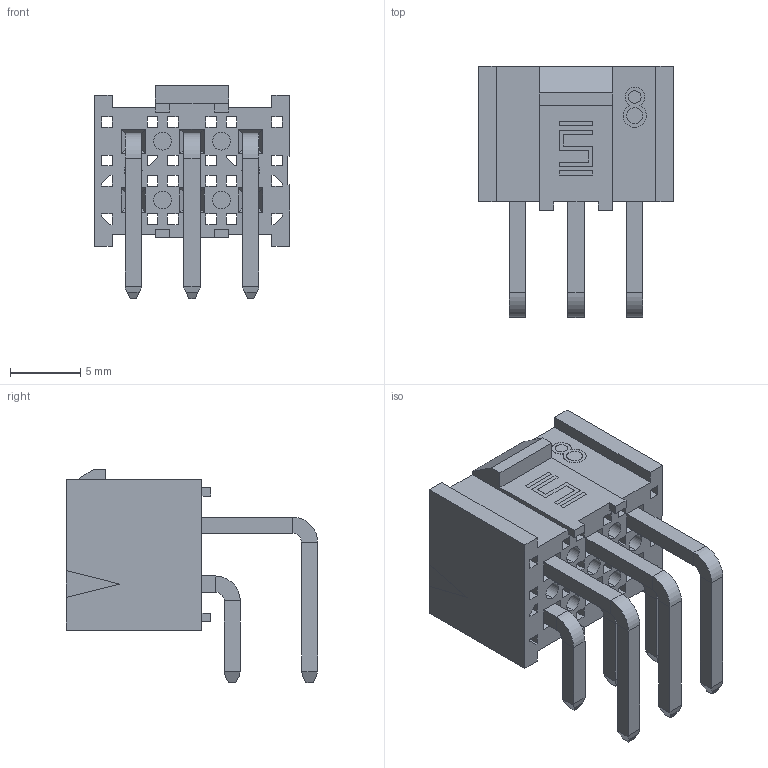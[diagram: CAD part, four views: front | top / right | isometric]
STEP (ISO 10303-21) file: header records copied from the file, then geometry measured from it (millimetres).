
FILE_DESCRIPTION (( 'STEP AP203' ), '1' );
FILE_NAME ('IPBT-103-H1-X-D-RA.step', '2004-03-31T18:08:51', ( 'Dean Purvis' ), ( 'Samtec, Inc.' ), 'SwSTEP 2.0', 'SolidWorks 2003314', '' );
FILE_SCHEMA (( 'CONFIG_CONTROL_DESIGN' ));
Length unit declared in the file: inch
Products named in the file (4): IPBT-103-H1-X-D-RA; IPBT-XX-D-XX_Customer Model; T-1S55-X_-01 RA (IPBT-RA  2nd row pin); T-1S55-X_-01 RA (IPBT-RA  1st row pin)
Assembly tree (7 placements, depth 2):
  IPBT-103-H1-X-D-RA
    IPBT-XX-D-XX_Customer Model
    T-1S55-X_-01 RA (IPBT-RA  2nd row pin)  x3
    T-1S55-X_-01 RA (IPBT-RA  1st row pin)  x3
Bounding box: 13.91 x 17.89 x 15.19 mm (x, y, z)
Volume: 783.1 mm3; surface area: 2291.8 mm2
Topology: 7 solids, 7 shells, 512 faces, 1311 edges, 808 vertices
Faces by surface type: plane 476, cylinder 36
Entity records: 12677 total; most frequent: CARTESIAN_POINT 2121, ORIENTED_EDGE 2110, DIRECTION 1947, EDGE_CURVE 1055, LINE 999, VECTOR 999, VERTEX_POINT 648, AXIS2_PLACEMENT_3D 474
